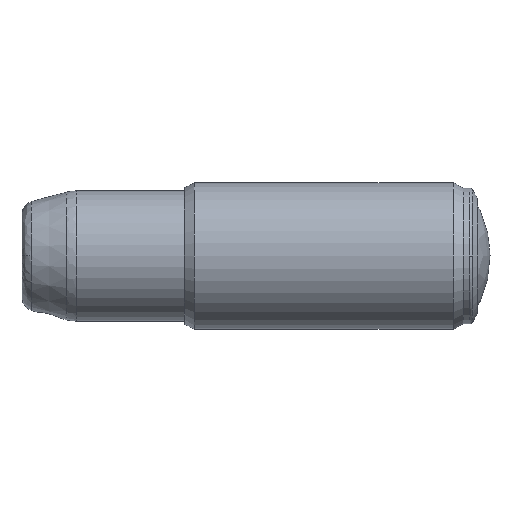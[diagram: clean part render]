
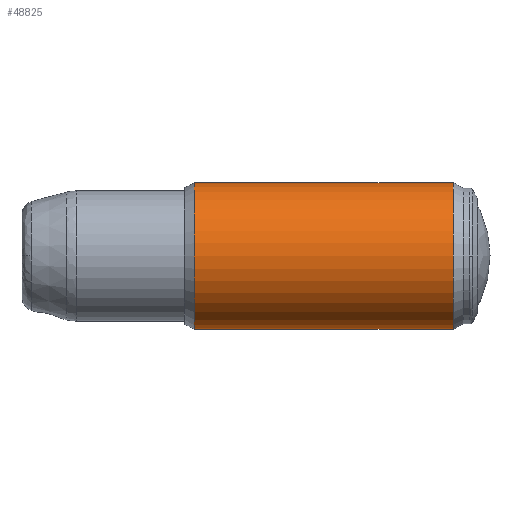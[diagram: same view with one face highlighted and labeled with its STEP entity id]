
A CAD part, front view. The second image highlights one B-rep face of the part: STEP entity #48825.
In plain terms, the highlighted cylindrical face has radius 14.732 mm (diameter 29.464 mm), a partial arc.
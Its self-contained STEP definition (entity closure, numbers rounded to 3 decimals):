
#2844 = ORIENTED_EDGE ( 'NONE', *, *, #12651, .T. ) ;
#2890 = AXIS2_PLACEMENT_3D ( 'NONE', #18619, #40241, #28019 ) ;
#3818 = LINE ( 'NONE', #45664, #47626 ) ;
#4385 = CARTESIAN_POINT ( 'NONE',  ( 17.424, 0., -14.732 ) ) ;
#10728 = VERTEX_POINT ( 'NONE', #22947 ) ;
#11300 = CIRCLE ( 'NONE', #2890, 14.732 ) ;
#11429 = DIRECTION ( 'NONE',  ( 1., 0., 0. ) ) ;
#12651 = EDGE_CURVE ( 'NONE', #10728, #51203, #11300, .T. ) ;
#15885 = DIRECTION ( 'NONE',  ( 1., 0., 0. ) ) ;
#16099 = EDGE_CURVE ( 'NONE', #51203, #50951, #37890, .T. ) ;
#18619 = CARTESIAN_POINT ( 'NONE',  ( -34.519, 0., 0. ) ) ;
#21242 = EDGE_LOOP ( 'NONE', ( #43342, #2844, #31551, #41035 ) ) ;
#22914 = CARTESIAN_POINT ( 'NONE',  ( -39.535, 0., -14.732 ) ) ;
#22947 = CARTESIAN_POINT ( 'NONE',  ( -34.519, 0., 14.732 ) ) ;
#25669 = CARTESIAN_POINT ( 'NONE',  ( 17.424, 0., 0. ) ) ;
#25786 = CIRCLE ( 'NONE', #48847, 14.732 ) ;
#28019 = DIRECTION ( 'NONE',  ( 0., 0., -1. ) ) ;
#31551 = ORIENTED_EDGE ( 'NONE', *, *, #16099, .T. ) ;
#32005 = EDGE_CURVE ( 'NONE', #50951, #50852, #25786, .T. ) ;
#32753 = EDGE_CURVE ( 'NONE', #10728, #50852, #3818, .T. ) ;
#32792 = VECTOR ( 'NONE', #11429, 1000. ) ;
#36718 = DIRECTION ( 'NONE',  ( 0., 0., -1. ) ) ;
#37890 = LINE ( 'NONE', #22914, #32792 ) ;
#38908 = FACE_OUTER_BOUND ( 'NONE', #21242, .T. ) ;
#40241 = DIRECTION ( 'NONE',  ( 1., 0., 0. ) ) ;
#40524 = CARTESIAN_POINT ( 'NONE',  ( -39.535, 0., 0. ) ) ;
#40570 = CARTESIAN_POINT ( 'NONE',  ( 17.424, 0., 14.732 ) ) ;
#40884 = CYLINDRICAL_SURFACE ( 'NONE', #51944, 14.732 ) ;
#41035 = ORIENTED_EDGE ( 'NONE', *, *, #32005, .T. ) ;
#42057 = DIRECTION ( 'NONE',  ( 0., 0., -1. ) ) ;
#42240 = DIRECTION ( 'NONE',  ( -1., 0., 0. ) ) ;
#43342 = ORIENTED_EDGE ( 'NONE', *, *, #32753, .F. ) ;
#45664 = CARTESIAN_POINT ( 'NONE',  ( -39.535, 0., 14.732 ) ) ;
#47596 = DIRECTION ( 'NONE',  ( 1., 0., 0. ) ) ;
#47626 = VECTOR ( 'NONE', #47596, 1000. ) ;
#48825 = ADVANCED_FACE ( 'NONE', ( #38908 ), #40884, .T. ) ;
#48847 = AXIS2_PLACEMENT_3D ( 'NONE', #25669, #42240, #42057 ) ;
#50740 = CARTESIAN_POINT ( 'NONE',  ( -34.519, 0., -14.732 ) ) ;
#50852 = VERTEX_POINT ( 'NONE', #40570 ) ;
#50951 = VERTEX_POINT ( 'NONE', #4385 ) ;
#51203 = VERTEX_POINT ( 'NONE', #50740 ) ;
#51944 = AXIS2_PLACEMENT_3D ( 'NONE', #40524, #15885, #36718 ) ;
